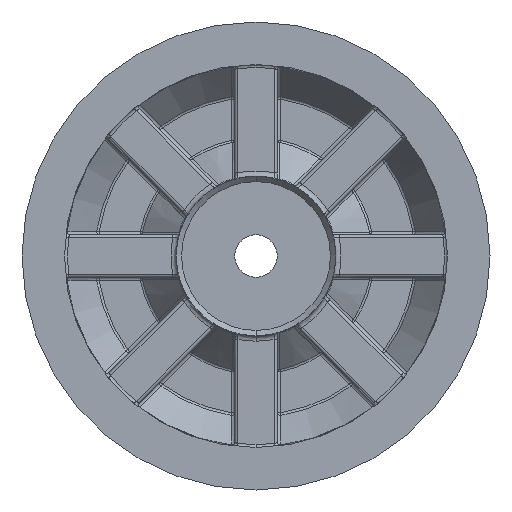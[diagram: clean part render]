
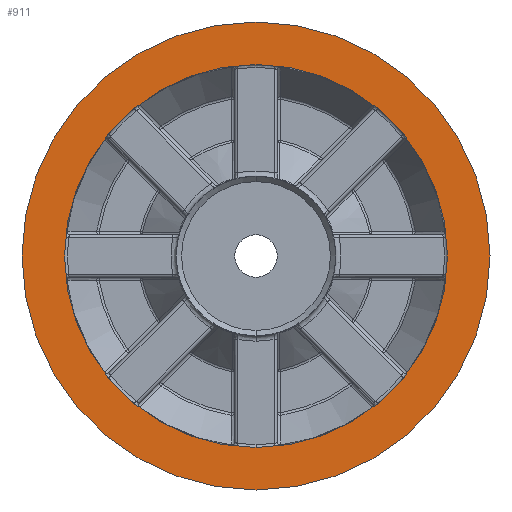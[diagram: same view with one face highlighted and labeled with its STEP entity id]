
A CAD part, front view. The second image highlights one B-rep face of the part: STEP entity #911.
In plain terms, the highlighted planar face has unit normal (0, -1, 0).
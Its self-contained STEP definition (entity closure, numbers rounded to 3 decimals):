
#286 = AXIS2_PLACEMENT_3D ( 'NONE', #5009, #5122, #4695 ) ;
#437 = DIRECTION ( 'NONE',  ( 0., 0., 1. ) ) ;
#451 = DIRECTION ( 'NONE',  ( 0., 1., 0. ) ) ;
#481 = CARTESIAN_POINT ( 'NONE',  ( 0., 0., 0. ) ) ;
#866 = ORIENTED_EDGE ( 'NONE', *, *, #1704, .T. ) ;
#911 = ADVANCED_FACE ( 'NONE', ( #3715, #3797 ), #4793, .T. ) ;
#1597 = CIRCLE ( 'NONE', #4620, 18. ) ;
#1640 = EDGE_CURVE ( 'NONE', #4970, #4123, #2216, .T. ) ;
#1704 = EDGE_CURVE ( 'NONE', #4632, #3571, #2102, .T. ) ;
#2102 = CIRCLE ( 'NONE', #6087, 18. ) ;
#2216 = CIRCLE ( 'NONE', #6248, 22. ) ;
#2387 = EDGE_CURVE ( 'NONE', #3571, #4632, #1597, .T. ) ;
#3296 = CARTESIAN_POINT ( 'NONE',  ( 0., 0., 18. ) ) ;
#3571 = VERTEX_POINT ( 'NONE', #3296 ) ;
#3715 = FACE_BOUND ( 'NONE', #8276, .T. ) ;
#3725 = DIRECTION ( 'NONE',  ( 0., 0., 1. ) ) ;
#3740 = DIRECTION ( 'NONE',  ( 0., 1., 0. ) ) ;
#3744 = CARTESIAN_POINT ( 'NONE',  ( 0., 0., 0. ) ) ;
#3797 = FACE_OUTER_BOUND ( 'NONE', #7318, .T. ) ;
#4123 = VERTEX_POINT ( 'NONE', #7994 ) ;
#4365 = DIRECTION ( 'NONE',  ( 0., 0., 1. ) ) ;
#4377 = DIRECTION ( 'NONE',  ( 0., 1., 0. ) ) ;
#4378 = CARTESIAN_POINT ( 'NONE',  ( 0., 0., 0. ) ) ;
#4620 = AXIS2_PLACEMENT_3D ( 'NONE', #481, #451, #437 ) ;
#4632 = VERTEX_POINT ( 'NONE', #8299 ) ;
#4672 = EDGE_CURVE ( 'NONE', #4123, #4970, #7546, .T. ) ;
#4695 = DIRECTION ( 'NONE',  ( 0., 0., -1. ) ) ;
#4793 = PLANE ( 'NONE',  #286 ) ;
#4970 = VERTEX_POINT ( 'NONE', #5158 ) ;
#5009 = CARTESIAN_POINT ( 'NONE',  ( -18., 0., 0. ) ) ;
#5122 = DIRECTION ( 'NONE',  ( 0., -1., 0. ) ) ;
#5158 = CARTESIAN_POINT ( 'NONE',  ( 0., 0., 22. ) ) ;
#6087 = AXIS2_PLACEMENT_3D ( 'NONE', #3744, #3740, #3725 ) ;
#6248 = AXIS2_PLACEMENT_3D ( 'NONE', #4378, #4377, #4365 ) ;
#7318 = EDGE_LOOP ( 'NONE', ( #9291, #8913 ) ) ;
#7546 = CIRCLE ( 'NONE', #8178, 22. ) ;
#7711 = DIRECTION ( 'NONE',  ( 0., 0., 1. ) ) ;
#7722 = DIRECTION ( 'NONE',  ( 0., 1., 0. ) ) ;
#7730 = CARTESIAN_POINT ( 'NONE',  ( 0., 0., 0. ) ) ;
#7994 = CARTESIAN_POINT ( 'NONE',  ( 0., 0., -22. ) ) ;
#8178 = AXIS2_PLACEMENT_3D ( 'NONE', #7730, #7722, #7711 ) ;
#8276 = EDGE_LOOP ( 'NONE', ( #8905, #866 ) ) ;
#8299 = CARTESIAN_POINT ( 'NONE',  ( 0., 0., -18. ) ) ;
#8905 = ORIENTED_EDGE ( 'NONE', *, *, #2387, .T. ) ;
#8913 = ORIENTED_EDGE ( 'NONE', *, *, #1640, .F. ) ;
#9291 = ORIENTED_EDGE ( 'NONE', *, *, #4672, .F. ) ;
